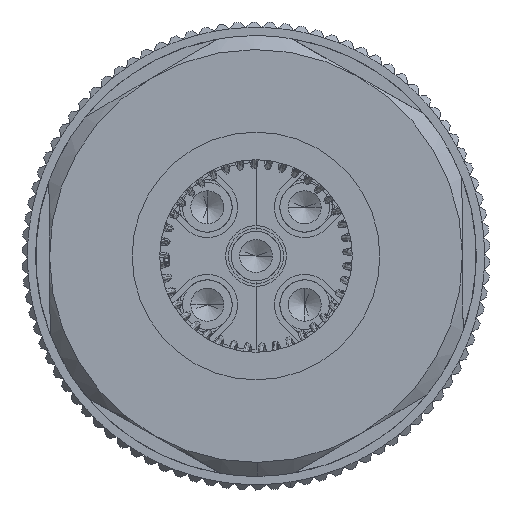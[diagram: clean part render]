
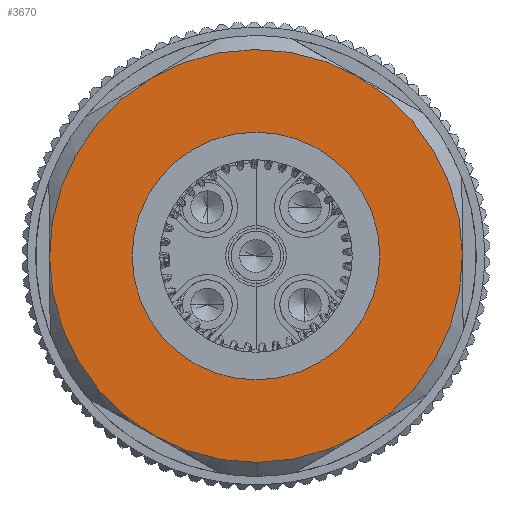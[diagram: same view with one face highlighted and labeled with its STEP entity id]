
A CAD part, left-side view. The second image highlights one B-rep face of the part: STEP entity #3670.
In plain terms, the highlighted planar face has unit normal (-1, 0, 0).
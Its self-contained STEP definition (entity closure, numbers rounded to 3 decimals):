
#225 = DIRECTION ( 'NONE',  ( -1., 0., 0. ) ) ;
#1901 = CIRCLE ( 'NONE', #4625, 7.5 ) ;
#2612 = VERTEX_POINT ( 'NONE', #45525 ) ;
#2666 = CARTESIAN_POINT ( 'NONE',  ( 0., 0., 0. ) ) ;
#3670 = ADVANCED_FACE ( 'NONE', ( #42824, #67735 ), #41583, .F. ) ;
#3966 = DIRECTION ( 'NONE',  ( -1., 0., 0. ) ) ;
#4625 = AXIS2_PLACEMENT_3D ( 'NONE', #24252, #69406, #29761 ) ;
#4924 = DIRECTION ( 'NONE',  ( 0., 0., -1. ) ) ;
#7904 = CARTESIAN_POINT ( 'NONE',  ( 0., 0., 0. ) ) ;
#8390 = AXIS2_PLACEMENT_3D ( 'NONE', #76871, #37630, #50692 ) ;
#9510 = CARTESIAN_POINT ( 'NONE',  ( 0., 4.5, 0. ) ) ;
#9920 = DIRECTION ( 'NONE',  ( 1., 0., 0. ) ) ;
#10194 = ORIENTED_EDGE ( 'NONE', *, *, #55974, .T. ) ;
#10838 = AXIS2_PLACEMENT_3D ( 'NONE', #9510, #9920, #61421 ) ;
#15882 = ORIENTED_EDGE ( 'NONE', *, *, #72206, .T. ) ;
#17582 = VERTEX_POINT ( 'NONE', #74461 ) ;
#19200 = CIRCLE ( 'NONE', #40742, 7.5 ) ;
#20464 = AXIS2_PLACEMENT_3D ( 'NONE', #22302, #34980, #60674 ) ;
#21396 = DIRECTION ( 'NONE',  ( -1., 0., 0. ) ) ;
#22302 = CARTESIAN_POINT ( 'NONE',  ( 0., 0., 0. ) ) ;
#22748 = VERTEX_POINT ( 'NONE', #54060 ) ;
#23144 = AXIS2_PLACEMENT_3D ( 'NONE', #47601, #67022, #53936 ) ;
#24252 = CARTESIAN_POINT ( 'NONE',  ( 0., 0., 0. ) ) ;
#24353 = ORIENTED_EDGE ( 'NONE', *, *, #53769, .T. ) ;
#24955 = EDGE_CURVE ( 'NONE', #79569, #65154, #33005, .T. ) ;
#25380 = DIRECTION ( 'NONE',  ( 0., 0., -1. ) ) ;
#25845 = CARTESIAN_POINT ( 'NONE',  ( 0., -3.75, -6.495 ) ) ;
#26220 = AXIS2_PLACEMENT_3D ( 'NONE', #7904, #21396, #40007 ) ;
#28244 = VERTEX_POINT ( 'NONE', #83113 ) ;
#29761 = DIRECTION ( 'NONE',  ( 0., 0., -1. ) ) ;
#32355 = CARTESIAN_POINT ( 'NONE',  ( 0., 0., 0. ) ) ;
#32808 = AXIS2_PLACEMENT_3D ( 'NONE', #66367, #34769, #54121 ) ;
#32994 = CIRCLE ( 'NONE', #57154, 7.5 ) ;
#33005 = CIRCLE ( 'NONE', #61198, 7.5 ) ;
#33254 = ORIENTED_EDGE ( 'NONE', *, *, #53742, .F. ) ;
#33943 = CIRCLE ( 'NONE', #23144, 7.5 ) ;
#34769 = DIRECTION ( 'NONE',  ( -1., 0., 0. ) ) ;
#34980 = DIRECTION ( 'NONE',  ( -1., 0., 0. ) ) ;
#35466 = VERTEX_POINT ( 'NONE', #60633 ) ;
#37630 = DIRECTION ( 'NONE',  ( -1., 0., 0. ) ) ;
#39506 = ORIENTED_EDGE ( 'NONE', *, *, #24955, .T. ) ;
#40007 = DIRECTION ( 'NONE',  ( 0., 0., -1. ) ) ;
#40228 = EDGE_LOOP ( 'NONE', ( #53920, #33254 ) ) ;
#40742 = AXIS2_PLACEMENT_3D ( 'NONE', #76463, #3966, #25380 ) ;
#41013 = CARTESIAN_POINT ( 'NONE',  ( 0., 3.75, 6.495 ) ) ;
#41583 = PLANE ( 'NONE',  #10838 ) ;
#42824 = FACE_OUTER_BOUND ( 'NONE', #56955, .T. ) ;
#45525 = CARTESIAN_POINT ( 'NONE',  ( 0., 3.75, -6.495 ) ) ;
#46925 = ORIENTED_EDGE ( 'NONE', *, *, #72670, .T. ) ;
#47547 = ORIENTED_EDGE ( 'NONE', *, *, #69888, .T. ) ;
#47601 = CARTESIAN_POINT ( 'NONE',  ( 0., 0., 0. ) ) ;
#50278 = CIRCLE ( 'NONE', #32808, 4.5 ) ;
#50692 = DIRECTION ( 'NONE',  ( 0., 0., 1. ) ) ;
#50914 = EDGE_CURVE ( 'NONE', #2612, #79569, #73049, .T. ) ;
#52236 = CARTESIAN_POINT ( 'NONE',  ( 0., 0., -4.5 ) ) ;
#52853 = CIRCLE ( 'NONE', #8390, 4.5 ) ;
#53742 = EDGE_CURVE ( 'NONE', #59411, #17582, #52853, .T. ) ;
#53769 = EDGE_CURVE ( 'NONE', #35466, #28244, #19200, .T. ) ;
#53920 = ORIENTED_EDGE ( 'NONE', *, *, #66832, .F. ) ;
#53936 = DIRECTION ( 'NONE',  ( 0., 0., -1. ) ) ;
#54060 = CARTESIAN_POINT ( 'NONE',  ( 0., 7.5, 0. ) ) ;
#54121 = DIRECTION ( 'NONE',  ( 0., 0., 1. ) ) ;
#54137 = DIRECTION ( 'NONE',  ( -1., 0., 0. ) ) ;
#55974 = EDGE_CURVE ( 'NONE', #28244, #68892, #33943, .T. ) ;
#56955 = EDGE_LOOP ( 'NONE', ( #47547, #68772, #39506, #46925, #24353, #10194, #15882 ) ) ;
#57154 = AXIS2_PLACEMENT_3D ( 'NONE', #32355, #225, #4924 ) ;
#59411 = VERTEX_POINT ( 'NONE', #52236 ) ;
#60633 = CARTESIAN_POINT ( 'NONE',  ( 0., -7.5, 0. ) ) ;
#60674 = DIRECTION ( 'NONE',  ( 0., 0., -1. ) ) ;
#61198 = AXIS2_PLACEMENT_3D ( 'NONE', #2666, #54137, #79513 ) ;
#61260 = CIRCLE ( 'NONE', #26220, 7.5 ) ;
#61421 = DIRECTION ( 'NONE',  ( 0., 0., -1. ) ) ;
#65154 = VERTEX_POINT ( 'NONE', #25845 ) ;
#66367 = CARTESIAN_POINT ( 'NONE',  ( 0., 0., 0. ) ) ;
#66832 = EDGE_CURVE ( 'NONE', #17582, #59411, #50278, .T. ) ;
#67022 = DIRECTION ( 'NONE',  ( -1., 0., 0. ) ) ;
#67735 = FACE_BOUND ( 'NONE', #40228, .T. ) ;
#68772 = ORIENTED_EDGE ( 'NONE', *, *, #50914, .T. ) ;
#68892 = VERTEX_POINT ( 'NONE', #41013 ) ;
#69042 = CARTESIAN_POINT ( 'NONE',  ( 0., 0., -7.5 ) ) ;
#69406 = DIRECTION ( 'NONE',  ( -1., 0., 0. ) ) ;
#69888 = EDGE_CURVE ( 'NONE', #22748, #2612, #61260, .T. ) ;
#72206 = EDGE_CURVE ( 'NONE', #68892, #22748, #32994, .T. ) ;
#72670 = EDGE_CURVE ( 'NONE', #65154, #35466, #1901, .T. ) ;
#73049 = CIRCLE ( 'NONE', #20464, 7.5 ) ;
#74461 = CARTESIAN_POINT ( 'NONE',  ( 0., 0., 4.5 ) ) ;
#76463 = CARTESIAN_POINT ( 'NONE',  ( 0., 0., 0. ) ) ;
#76871 = CARTESIAN_POINT ( 'NONE',  ( 0., 0., 0. ) ) ;
#79513 = DIRECTION ( 'NONE',  ( 0., 0., -1. ) ) ;
#79569 = VERTEX_POINT ( 'NONE', #69042 ) ;
#83113 = CARTESIAN_POINT ( 'NONE',  ( 0., -3.75, 6.495 ) ) ;
